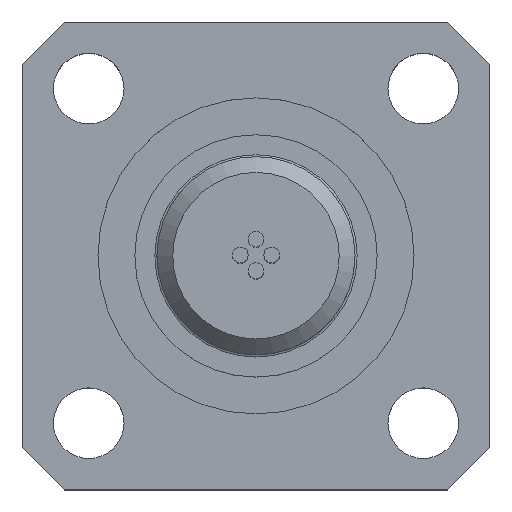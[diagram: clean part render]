
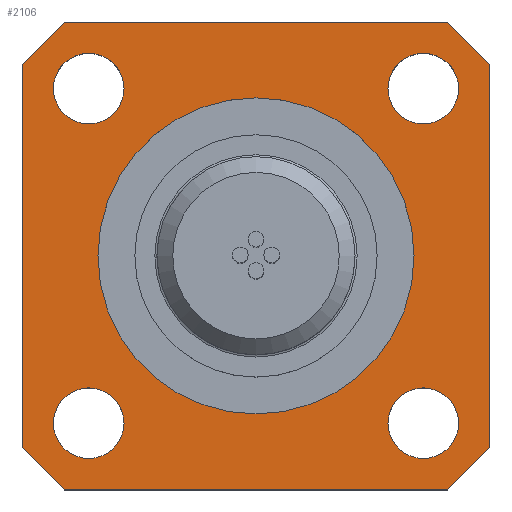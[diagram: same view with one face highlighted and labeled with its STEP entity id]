
A CAD part, top view. The second image highlights one B-rep face of the part: STEP entity #2106.
In plain terms, the highlighted planar face has unit normal (0, 0, 1).
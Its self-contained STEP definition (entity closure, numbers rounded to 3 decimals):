
#123=LINE($,#2851,#296);
#129=LINE($,#2862,#302);
#136=LINE($,#2888,#309);
#139=LINE($,#2893,#312);
#141=LINE($,#2897,#314);
#143=LINE($,#2901,#316);
#145=LINE($,#2904,#318);
#146=LINE($,#2905,#319);
#296=VECTOR($,#2391,5.657);
#302=VECTOR($,#2399,36.4);
#309=VECTOR($,#2420,5.657);
#312=VECTOR($,#2425,36.4);
#314=VECTOR($,#2429,5.657);
#316=VECTOR($,#2433,5.657);
#318=VECTOR($,#2437,36.4);
#319=VECTOR($,#2438,36.4);
#502=FACE_BOUND($,#722,.T.);
#503=FACE_BOUND($,#723,.T.);
#504=FACE_BOUND($,#724,.T.);
#505=FACE_BOUND($,#725,.T.);
#506=FACE_BOUND($,#726,.T.);
#586=FACE_OUTER_BOUND($,#721,.T.);
#721=EDGE_LOOP($,(#1481,#1482,#1483,#1484,#1485,#1486,#1487,#1488));
#722=EDGE_LOOP($,(#1489));
#723=EDGE_LOOP($,(#1490));
#724=EDGE_LOOP($,(#1491));
#725=EDGE_LOOP($,(#1492));
#726=EDGE_LOOP($,(#1493));
#899=CIRCLE($,#2251,15.);
#900=CIRCLE($,#2252,3.35);
#901=CIRCLE($,#2253,3.35);
#902=CIRCLE($,#2254,3.35);
#903=CIRCLE($,#2255,3.35);
#941=VERTEX_POINT($,#2849);
#942=VERTEX_POINT($,#2850);
#946=VERTEX_POINT($,#2860);
#957=VERTEX_POINT($,#2886);
#958=VERTEX_POINT($,#2887);
#959=VERTEX_POINT($,#2892);
#960=VERTEX_POINT($,#2896);
#961=VERTEX_POINT($,#2900);
#962=VERTEX_POINT($,#2906);
#963=VERTEX_POINT($,#2908);
#964=VERTEX_POINT($,#2910);
#965=VERTEX_POINT($,#2912);
#966=VERTEX_POINT($,#2914);
#1150=EDGE_CURVE($,#941,#942,#123,.T.);
#1156=EDGE_CURVE($,#946,#941,#129,.T.);
#1168=EDGE_CURVE($,#957,#958,#136,.T.);
#1171=EDGE_CURVE($,#958,#959,#139,.T.);
#1173=EDGE_CURVE($,#959,#960,#141,.T.);
#1175=EDGE_CURVE($,#961,#946,#143,.T.);
#1177=EDGE_CURVE($,#960,#961,#145,.T.);
#1178=EDGE_CURVE($,#942,#957,#146,.T.);
#1179=EDGE_CURVE($,#962,#962,#899,.T.);
#1180=EDGE_CURVE($,#963,#963,#900,.T.);
#1181=EDGE_CURVE($,#964,#964,#901,.T.);
#1182=EDGE_CURVE($,#965,#965,#902,.T.);
#1183=EDGE_CURVE($,#966,#966,#903,.T.);
#1481=ORIENTED_EDGE($,*,*,#1150,.F.);
#1482=ORIENTED_EDGE($,*,*,#1156,.F.);
#1483=ORIENTED_EDGE($,*,*,#1175,.F.);
#1484=ORIENTED_EDGE($,*,*,#1177,.F.);
#1485=ORIENTED_EDGE($,*,*,#1173,.F.);
#1486=ORIENTED_EDGE($,*,*,#1171,.F.);
#1487=ORIENTED_EDGE($,*,*,#1168,.F.);
#1488=ORIENTED_EDGE($,*,*,#1178,.F.);
#1489=ORIENTED_EDGE($,*,*,#1179,.T.);
#1490=ORIENTED_EDGE($,*,*,#1180,.T.);
#1491=ORIENTED_EDGE($,*,*,#1181,.T.);
#1492=ORIENTED_EDGE($,*,*,#1182,.T.);
#1493=ORIENTED_EDGE($,*,*,#1183,.T.);
#2033=PLANE($,#2250);
#2106=ADVANCED_FACE($,(#586,#502,#503,#504,#505,#506),#2033,.T.);
#2250=AXIS2_PLACEMENT_3D($,#2903,#2435,#2436);
#2251=AXIS2_PLACEMENT_3D($,#2907,#2439,#2440);
#2252=AXIS2_PLACEMENT_3D($,#2909,#2441,#2442);
#2253=AXIS2_PLACEMENT_3D($,#2911,#2443,#2444);
#2254=AXIS2_PLACEMENT_3D($,#2913,#2445,#2446);
#2255=AXIS2_PLACEMENT_3D($,#2915,#2447,#2448);
#2391=DIRECTION($,(0.707,0.707,0.));
#2399=DIRECTION($,(0.,1.,0.));
#2420=DIRECTION($,(0.707,-0.707,0.));
#2425=DIRECTION($,(0.,-1.,0.));
#2429=DIRECTION($,(-0.707,-0.707,0.));
#2433=DIRECTION($,(-0.707,0.707,0.));
#2435=DIRECTION('center_axis',(0.,0.,1.));
#2436=DIRECTION('ref_axis',(1.,0.,0.));
#2437=DIRECTION($,(-1.,0.,0.));
#2438=DIRECTION($,(1.,0.,0.));
#2439=DIRECTION('center_axis',(0.,0.,-1.));
#2440=DIRECTION('ref_axis',(-1.,0.,0.));
#2441=DIRECTION('center_axis',(0.,0.,-1.));
#2442=DIRECTION('ref_axis',(1.,0.,0.));
#2443=DIRECTION('center_axis',(0.,0.,-1.));
#2444=DIRECTION('ref_axis',(0.,1.,0.));
#2445=DIRECTION('center_axis',(0.,0.,-1.));
#2446=DIRECTION('ref_axis',(-1.,0.,0.));
#2447=DIRECTION('center_axis',(0.,0.,-1.));
#2448=DIRECTION('ref_axis',(0.,-1.,0.));
#2849=CARTESIAN_POINT('',(-22.2,18.2,9.5));
#2850=CARTESIAN_POINT('',(-18.2,22.2,9.5));
#2851=CARTESIAN_POINT($,(-20.2,20.2,9.5));
#2860=CARTESIAN_POINT('',(-22.2,-18.2,9.5));
#2862=CARTESIAN_POINT($,(-22.2,-22.2,9.5));
#2886=CARTESIAN_POINT('',(18.2,22.2,9.5));
#2887=CARTESIAN_POINT('',(22.2,18.2,9.5));
#2888=CARTESIAN_POINT($,(20.2,20.2,9.5));
#2892=CARTESIAN_POINT('',(22.2,-18.2,9.5));
#2893=CARTESIAN_POINT($,(22.2,22.2,9.5));
#2896=CARTESIAN_POINT('',(18.2,-22.2,9.5));
#2897=CARTESIAN_POINT($,(20.2,-20.2,9.5));
#2900=CARTESIAN_POINT('',(-18.2,-22.2,9.5));
#2901=CARTESIAN_POINT($,(-20.2,-20.2,9.5));
#2903=CARTESIAN_POINT('Origin',(0.,0.,9.5));
#2904=CARTESIAN_POINT($,(22.2,-22.2,9.5));
#2905=CARTESIAN_POINT($,(-22.2,22.2,9.5));
#2906=CARTESIAN_POINT('',(15.,0.,9.5));
#2907=CARTESIAN_POINT('Origin',(0.,0.,9.5));
#2908=CARTESIAN_POINT('',(12.525,15.875,9.5));
#2909=CARTESIAN_POINT('Origin',(15.875,15.875,9.5));
#2910=CARTESIAN_POINT('',(-15.875,12.525,9.5));
#2911=CARTESIAN_POINT('Origin',(-15.875,15.875,9.5));
#2912=CARTESIAN_POINT('',(-12.525,-15.875,9.5));
#2913=CARTESIAN_POINT('Origin',(-15.875,-15.875,9.5));
#2914=CARTESIAN_POINT('',(15.875,-12.525,9.5));
#2915=CARTESIAN_POINT('Origin',(15.875,-15.875,9.5));
